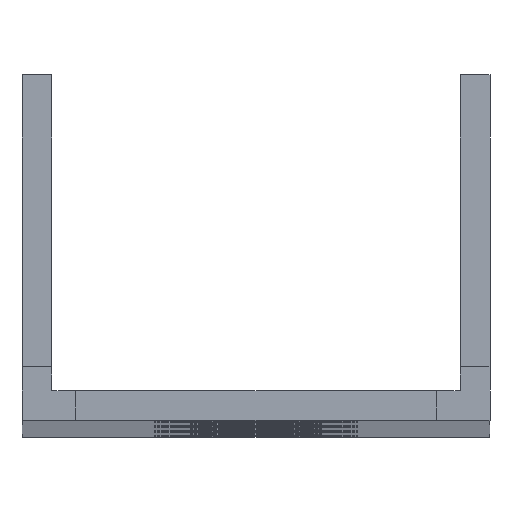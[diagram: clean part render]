
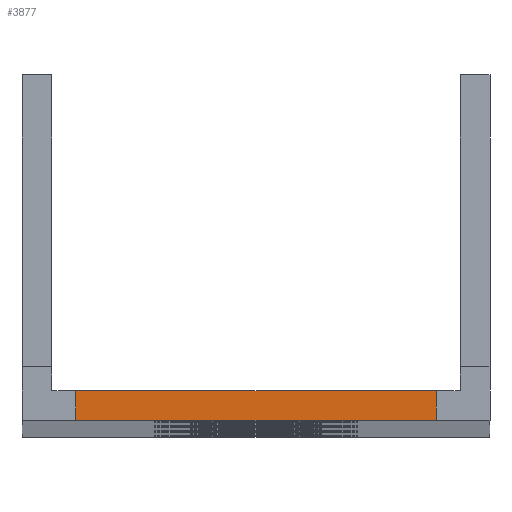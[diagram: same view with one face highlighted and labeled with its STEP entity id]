
A CAD part, top view. The second image highlights one B-rep face of the part: STEP entity #3877.
In plain terms, the highlighted planar face has unit normal (0, 0, 1).
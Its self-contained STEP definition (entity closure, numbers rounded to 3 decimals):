
#508=FACE_OUTER_BOUND('',#850,.T.);
#850=EDGE_LOOP('',(#2924,#2925,#2926,#2927));
#1027=LINE('',#5594,#1345);
#1101=LINE('',#6013,#1419);
#1169=LINE('',#6308,#1487);
#1170=LINE('',#6310,#1488);
#1345=VECTOR('',#4477,10.);
#1419=VECTOR('',#4829,10.);
#1487=VECTOR('',#5065,10.);
#1488=VECTOR('',#5068,10.);
#1663=VERTEX_POINT('',#5591);
#1664=VERTEX_POINT('',#5593);
#1869=VERTEX_POINT('',#6010);
#1870=VERTEX_POINT('',#6012);
#2019=EDGE_CURVE('',#1663,#1664,#1027,.T.);
#2228=EDGE_CURVE('',#1870,#1869,#1101,.T.);
#2377=EDGE_CURVE('',#1869,#1664,#1169,.T.);
#2378=EDGE_CURVE('',#1663,#1870,#1170,.T.);
#2924=ORIENTED_EDGE('',*,*,#2377,.T.);
#2925=ORIENTED_EDGE('',*,*,#2019,.F.);
#2926=ORIENTED_EDGE('',*,*,#2378,.T.);
#2927=ORIENTED_EDGE('',*,*,#2228,.T.);
#3624=PLANE('',#4296);
#3877=ADVANCED_FACE('',(#508),#3624,.F.);
#4296=AXIS2_PLACEMENT_3D('',#6309,#5066,#5067);
#4477=DIRECTION('',(-1.,0.,0.));
#4829=DIRECTION('',(-1.,0.,0.));
#5065=DIRECTION('',(0.,-1.,0.));
#5066=DIRECTION('center_axis',(0.,0.,
-1.));
#5067=DIRECTION('ref_axis',(-1.,0.,0.));
#5068=DIRECTION('',(0.,1.,0.));
#5591=CARTESIAN_POINT('',(-29.365,0.,0.));
#5593=CARTESIAN_POINT('',(-59.635,0.,0.));
#5594=CARTESIAN_POINT('',(0.,0.,0.));
#6010=CARTESIAN_POINT('',(-59.635,2.5,0.));
#6012=CARTESIAN_POINT('',(-29.365,2.5,0.));
#6013=CARTESIAN_POINT('',(0.,2.5,0.));
#6308=CARTESIAN_POINT('',(-59.635,1.25,0.));
#6309=CARTESIAN_POINT('Origin',(-20.615,4.5,0.));
#6310=CARTESIAN_POINT('',(-29.365,1.25,0.));
